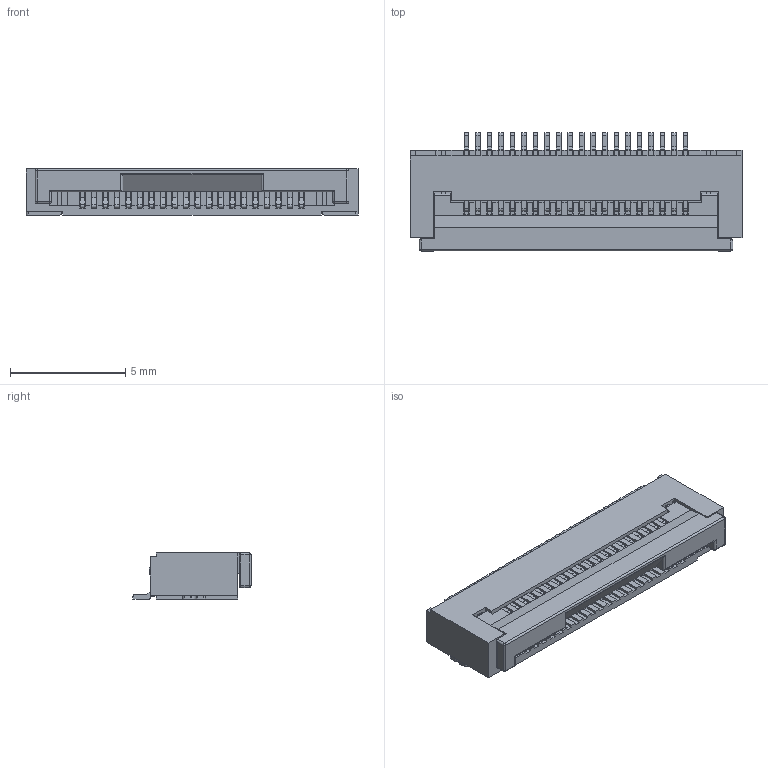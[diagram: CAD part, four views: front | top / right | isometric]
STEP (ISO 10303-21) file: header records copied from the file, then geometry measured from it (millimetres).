
FILE_DESCRIPTION(/* description */ (''),/* implementation_level */ '2;1');
FILE_NAME(/* name */ 'CON_XUNPU_FPC-05F-20PH20.step',/* time_stamp */ '2024-05-02T14:52:13+02:00',/* author */ (''),/* organization */ (''),/* preprocessor_version */ 'ST-DEVELOPER v20',/* originating_system */ 'Autodesk Translation Framework v12.20.1.177',/* authorisation */ '');
FILE_SCHEMA (('AUTOMOTIVE_DESIGN { 1 0 10303 214 3 1 1 }'));
Length unit declared in the file: millimetre
Products named in the file (5): CON_XUNPU_FPC-05F-20PH20; Board; 6gYc-FPC1; FPC-SMD_20P-P0.50_XUNPU_FPC-05F-20PH20; COMPOUND
Assembly tree (4 placements, depth 4):
  CON_XUNPU_FPC-05F-20PH20
    Board
    6gYc-FPC1
      FPC-SMD_20P-P0.50_XUNPU_FPC-05F-20PH20
        COMPOUND
Bounding box: 14.4 x 5.12 x 2 mm (x, y, z)
Volume: 81.3 mm3; surface area: 624.8 mm2
Topology: 24 solids, 24 shells, 935 faces, 2779 edges, 1836 vertices
Faces by surface type: plane 791, cylinder 136, sphere 8
Entity records: 31984 total; most frequent: CARTESIAN_POINT 5551, ORIENTED_EDGE 5542, DIRECTION 4923, EDGE_CURVE 2771, LINE 2507, VECTOR 2507, VERTEX_POINT 1836, AXIS2_PLACEMENT_3D 1208
